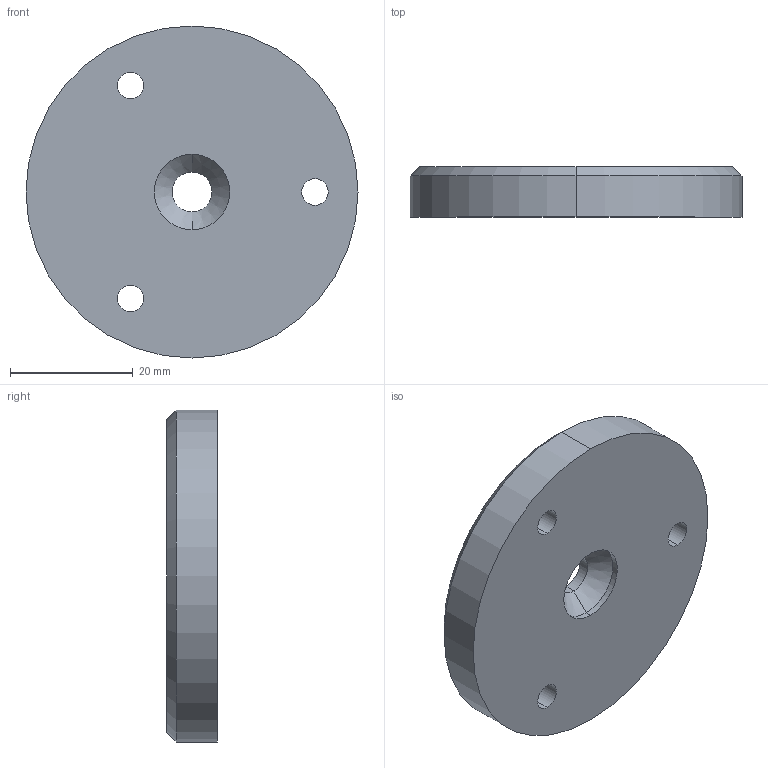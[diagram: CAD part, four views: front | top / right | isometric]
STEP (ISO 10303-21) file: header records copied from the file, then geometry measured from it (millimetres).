
FILE_DESCRIPTION (( 'STEP AP203' ), '1' );
FILE_NAME ('A-1524-1F-25.STEP', '2009-02-10T02:34:10', ( ' ' ), ( ' ' ), 'SwSTEP 2.0', 'SolidWorks 2007', '' );
FILE_SCHEMA (( 'CONFIG_CONTROL_DESIGN' ));
Length unit declared in the file: millimetre
Products named in the file (1): A-1524-1F-25
Bounding box: 54 x 8.2 x 54 mm (x, y, z)
Volume: 16457 mm3; surface area: 6316.8 mm2
Topology: 1 solids, 1 shells, 36 faces, 78 edges, 46 vertices
Faces by surface type: cylinder 22, cone 10, plane 4
Entity records: 1077 total; most frequent: DIRECTION 198, CARTESIAN_POINT 161, ORIENTED_EDGE 156, AXIS2_PLACEMENT_3D 83, EDGE_CURVE 78, EDGE_LOOP 46, VERTEX_POINT 46, CIRCLE 46
